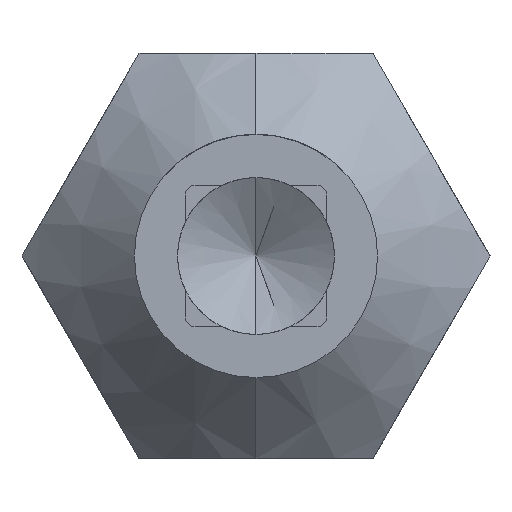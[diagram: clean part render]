
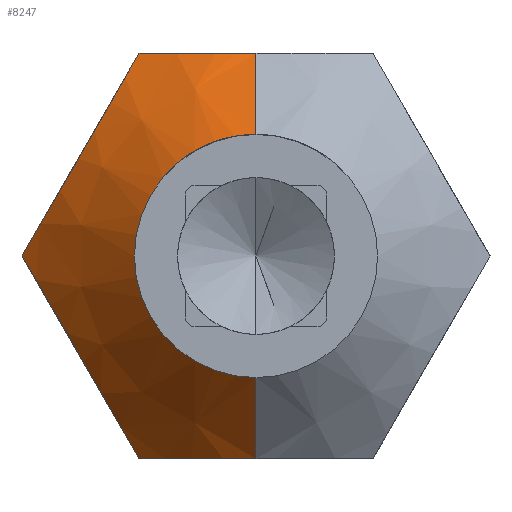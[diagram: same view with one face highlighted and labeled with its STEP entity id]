
A CAD part, left-side view. The second image highlights one B-rep face of the part: STEP entity #8247.
In plain terms, the highlighted conical face has half-angle 45 degrees and reference radius 2.5 mm.
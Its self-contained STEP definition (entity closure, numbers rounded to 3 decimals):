
#493 = CARTESIAN_POINT ( 'NONE',  ( 98.999, 1.155, -2. ) ) ;
#498 = ORIENTED_EDGE ( 'NONE', *, *, #4484, .T. ) ;
#512 = B_SPLINE_CURVE_WITH_KNOTS ( 'NONE', 3,
 ( #2040, #5151, #4379, #9941, #1477, #9178, #6837, #1372, #5354, #9516, #5253, #6886 ),
 .UNSPECIFIED., .F., .F.,
 ( 4, 2, 2, 2, 2, 4 ),
 ( 0., 0.001, 0.001, 0.001, 0.002, 0.002 ),
 .UNSPECIFIED. ) ;
#1066 = EDGE_CURVE ( 'NONE', #5884, #6570, #8021, .T. ) ;
#1096 = CARTESIAN_POINT ( 'NONE',  ( 98.69, 0.203, -2. ) ) ;
#1140 = EDGE_CURVE ( 'NONE', #8256, #6100, #2549, .T. ) ;
#1151 = VECTOR ( 'NONE', #7754, 1000. ) ;
#1153 = CARTESIAN_POINT ( 'NONE',  ( 98.999, 1.155, -2. ) ) ;
#1332 = LINE ( 'NONE', #1425, #4560 ) ;
#1372 = CARTESIAN_POINT ( 'NONE',  ( 98.69, 1.633, 1.171 ) ) ;
#1425 = CARTESIAN_POINT ( 'NONE',  ( 99.19, 0., -2.5 ) ) ;
#1477 = CARTESIAN_POINT ( 'NONE',  ( 98.728, 1.935, 0.649 ) ) ;
#1608 = CARTESIAN_POINT ( 'NONE',  ( 98.999, 2.309, 0. ) ) ;
#1805 = VERTEX_POINT ( 'NONE', #493 ) ;
#2040 = CARTESIAN_POINT ( 'NONE',  ( 98.999, 2.309, 0. ) ) ;
#2122 = VERTEX_POINT ( 'NONE', #6912 ) ;
#2330 = CARTESIAN_POINT ( 'NONE',  ( 98.909, 2.219, -0.157 ) ) ;
#2479 = CARTESIAN_POINT ( 'NONE',  ( 98.69, 1.831, -0.829 ) ) ;
#2530 = CARTESIAN_POINT ( 'NONE',  ( 98.75, 1.481, -1.436 ) ) ;
#2549 = B_SPLINE_CURVE_WITH_KNOTS ( 'NONE', 3,
 ( #4304, #8798, #4921, #5834, #7216, #6454 ),
 .UNSPECIFIED., .F., .F.,
 ( 4, 2, 4 ),
 ( 0.001, 0.002, 0.002 ),
 .UNSPECIFIED. ) ;
#2673 = ORIENTED_EDGE ( 'NONE', *, *, #1066, .F. ) ;
#2759 = EDGE_CURVE ( 'NONE', #6570, #9250, #1332, .T. ) ;
#2982 = EDGE_LOOP ( 'NONE', ( #2673, #498, #8203, #10029, #3180, #10005, #6676 ) ) ;
#3094 = CARTESIAN_POINT ( 'NONE',  ( 98.69, 1.68, -1.091 ) ) ;
#3180 = ORIENTED_EDGE ( 'NONE', *, *, #4065, .F. ) ;
#3371 = CARTESIAN_POINT ( 'NONE',  ( 99.19, 0., 0. ) ) ;
#3542 = CARTESIAN_POINT ( 'NONE',  ( 98.832, 0.788, -2. ) ) ;
#3910 = CARTESIAN_POINT ( 'NONE',  ( 98.999, 1.155, -2. ) ) ;
#3958 = CARTESIAN_POINT ( 'NONE',  ( 98.72, 1.93, -0.657 ) ) ;
#4059 = CARTESIAN_POINT ( 'NONE',  ( 98.831, 2.125, -0.319 ) ) ;
#4065 = EDGE_CURVE ( 'NONE', #1805, #2122, #9852, .T. ) ;
#4206 = CARTESIAN_POINT ( 'NONE',  ( 98.721, 0.401, -2. ) ) ;
#4239 = DIRECTION ( 'NONE',  ( 1., 0., 0. ) ) ;
#4304 = CARTESIAN_POINT ( 'NONE',  ( 98.999, 1.155, 2. ) ) ;
#4379 = CARTESIAN_POINT ( 'NONE',  ( 98.832, 2.127, 0.316 ) ) ;
#4484 = EDGE_CURVE ( 'NONE', #5884, #6100, #7646, .T. ) ;
#4560 = VECTOR ( 'NONE', #9080, 1000. ) ;
#4898 = CARTESIAN_POINT ( 'NONE',  ( 98.69, 0., -2. ) ) ;
#4921 = CARTESIAN_POINT ( 'NONE',  ( 98.832, 0.788, 2. ) ) ;
#4923 = B_SPLINE_CURVE_WITH_KNOTS ( 'NONE', 3,
 ( #5025, #1096, #4206, #3542, #6562, #1153 ),
 .UNSPECIFIED., .F., .F.,
 ( 4, 2, 4 ),
 ( 0.003, 0.003, 0.004 ),
 .UNSPECIFIED. ) ;
#5005 = DIRECTION ( 'NONE',  ( 0., 0., -1. ) ) ;
#5025 = CARTESIAN_POINT ( 'NONE',  ( 98.69, 0., -2. ) ) ;
#5151 = CARTESIAN_POINT ( 'NONE',  ( 98.909, 2.219, 0.156 ) ) ;
#5253 = CARTESIAN_POINT ( 'NONE',  ( 98.909, 1.245, 1.843 ) ) ;
#5354 = CARTESIAN_POINT ( 'NONE',  ( 98.72, 1.534, 1.343 ) ) ;
#5834 = CARTESIAN_POINT ( 'NONE',  ( 98.721, 0.401, 2. ) ) ;
#5884 = VERTEX_POINT ( 'NONE', #9730 ) ;
#5984 = AXIS2_PLACEMENT_3D ( 'NONE', #3371, #4239, #5005 ) ;
#6100 = VERTEX_POINT ( 'NONE', #8898 ) ;
#6163 = DIRECTION ( 'NONE',  ( 0., 0., 1. ) ) ;
#6454 = CARTESIAN_POINT ( 'NONE',  ( 98.69, 0., 2. ) ) ;
#6562 = CARTESIAN_POINT ( 'NONE',  ( 98.91, 0.976, -2. ) ) ;
#6570 = VERTEX_POINT ( 'NONE', #7656 ) ;
#6676 = ORIENTED_EDGE ( 'NONE', *, *, #2759, .F. ) ;
#6808 = CONICAL_SURFACE ( 'NONE', #5984, 2.5, 0.785 ) ;
#6837 = CARTESIAN_POINT ( 'NONE',  ( 98.69, 1.785, 0.909 ) ) ;
#6886 = CARTESIAN_POINT ( 'NONE',  ( 98.999, 1.155, 2. ) ) ;
#6912 = CARTESIAN_POINT ( 'NONE',  ( 98.999, 2.309, 0. ) ) ;
#7022 = CARTESIAN_POINT ( 'NONE',  ( 98.909, 1.245, -1.844 ) ) ;
#7216 = CARTESIAN_POINT ( 'NONE',  ( 98.69, 0.203, 2. ) ) ;
#7247 = CARTESIAN_POINT ( 'NONE',  ( 98.999, 1.155, 2. ) ) ;
#7646 = LINE ( 'NONE', #9283, #1151 ) ;
#7656 = CARTESIAN_POINT ( 'NONE',  ( 97.89, 0., -1.2 ) ) ;
#7754 = DIRECTION ( 'NONE',  ( 0.707, 0., 0.707 ) ) ;
#7884 = CARTESIAN_POINT ( 'NONE',  ( 98.728, 1.529, -1.351 ) ) ;
#8017 = FACE_OUTER_BOUND ( 'NONE', #2982, .T. ) ;
#8021 = CIRCLE ( 'NONE', #9326, 1.2 ) ;
#8203 = ORIENTED_EDGE ( 'NONE', *, *, #1140, .F. ) ;
#8247 = ADVANCED_FACE ( 'NONE', ( #8017 ), #6808, .T. ) ;
#8256 = VERTEX_POINT ( 'NONE', #7247 ) ;
#8798 = CARTESIAN_POINT ( 'NONE',  ( 98.91, 0.976, 2. ) ) ;
#8898 = CARTESIAN_POINT ( 'NONE',  ( 98.69, 0., 2. ) ) ;
#9080 = DIRECTION ( 'NONE',  ( 0.707, 0., -0.707 ) ) ;
#9122 = CARTESIAN_POINT ( 'NONE',  ( 97.89, 0., 0. ) ) ;
#9178 = CARTESIAN_POINT ( 'NONE',  ( 98.698, 1.836, 0.82 ) ) ;
#9250 = VERTEX_POINT ( 'NONE', #4898 ) ;
#9283 = CARTESIAN_POINT ( 'NONE',  ( 99.19, 0., 2.5 ) ) ;
#9319 = CARTESIAN_POINT ( 'NONE',  ( 98.698, 1.628, -1.18 ) ) ;
#9326 = AXIS2_PLACEMENT_3D ( 'NONE', #9122, #10089, #6163 ) ;
#9352 = EDGE_CURVE ( 'NONE', #2122, #8256, #512, .T. ) ;
#9470 = CARTESIAN_POINT ( 'NONE',  ( 98.832, 1.337, -1.684 ) ) ;
#9516 = CARTESIAN_POINT ( 'NONE',  ( 98.831, 1.339, 1.681 ) ) ;
#9556 = EDGE_CURVE ( 'NONE', #9250, #1805, #4923, .T. ) ;
#9730 = CARTESIAN_POINT ( 'NONE',  ( 97.89, 0., 1.2 ) ) ;
#9852 = B_SPLINE_CURVE_WITH_KNOTS ( 'NONE', 3,
 ( #3910, #7022, #9470, #2530, #7884, #9319, #3094, #2479, #3958, #4059, #2330, #1608 ),
 .UNSPECIFIED., .F., .F.,
 ( 4, 2, 2, 2, 2, 4 ),
 ( 0., 0.001, 0.001, 0.001, 0.002, 0.002 ),
 .UNSPECIFIED. ) ;
#9941 = CARTESIAN_POINT ( 'NONE',  ( 98.75, 1.984, 0.564 ) ) ;
#10005 = ORIENTED_EDGE ( 'NONE', *, *, #9556, .F. ) ;
#10029 = ORIENTED_EDGE ( 'NONE', *, *, #9352, .F. ) ;
#10089 = DIRECTION ( 'NONE',  ( -1., 0., 0. ) ) ;
